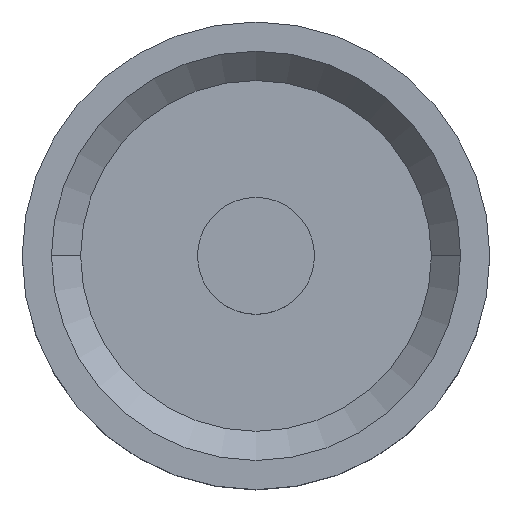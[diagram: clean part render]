
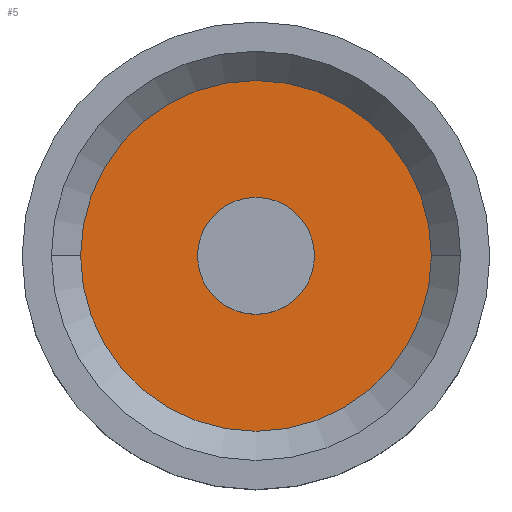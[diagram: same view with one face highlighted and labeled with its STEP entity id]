
A CAD part, top view. The second image highlights one B-rep face of the part: STEP entity #5.
In plain terms, the highlighted planar face has unit normal (0, 0, 1).
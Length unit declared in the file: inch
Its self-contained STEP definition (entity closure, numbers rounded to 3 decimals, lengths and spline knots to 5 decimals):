
#3 = FACE_OUTER_BOUND ( 'NONE', #310, .T. ) ;
#5 = ADVANCED_FACE ( 'NONE', ( #285, #3 ), #93, .T. ) ;
#12 = DIRECTION ( 'NONE',  ( -1., 0., 0. ) ) ;
#20 = CARTESIAN_POINT ( 'NONE',  ( 3., 0., 2.5 ) ) ;
#33 = EDGE_CURVE ( 'NONE', #256, #301, #272, .T. ) ;
#35 = DIRECTION ( 'NONE',  ( 0., 0., -1. ) ) ;
#42 = DIRECTION ( 'NONE',  ( 0., 0., -1. ) ) ;
#50 = EDGE_CURVE ( 'NONE', #371, #221, #97, .T. ) ;
#59 = ORIENTED_EDGE ( 'NONE', *, *, #324, .T. ) ;
#93 = PLANE ( 'NONE',  #267 ) ;
#97 = CIRCLE ( 'NONE', #319, 3. ) ;
#102 = DIRECTION ( 'NONE',  ( -1., 0., 0. ) ) ;
#104 = CARTESIAN_POINT ( 'NONE',  ( -3., 0., 2.5 ) ) ;
#119 = CARTESIAN_POINT ( 'NONE',  ( 0., 0., 2.5 ) ) ;
#129 = EDGE_CURVE ( 'NONE', #221, #371, #164, .T. ) ;
#140 = AXIS2_PLACEMENT_3D ( 'NONE', #312, #169, #204 ) ;
#147 = DIRECTION ( 'NONE',  ( -1., 0., 0. ) ) ;
#150 = AXIS2_PLACEMENT_3D ( 'NONE', #322, #42, #12 ) ;
#156 = DIRECTION ( 'NONE',  ( 0., 0., -1. ) ) ;
#164 = CIRCLE ( 'NONE', #150, 3. ) ;
#169 = DIRECTION ( 'NONE',  ( 0., 0., -1. ) ) ;
#185 = ORIENTED_EDGE ( 'NONE', *, *, #33, .T. ) ;
#189 = CARTESIAN_POINT ( 'NONE',  ( 1., 0., 2.5 ) ) ;
#204 = DIRECTION ( 'NONE',  ( -1., 0., 0. ) ) ;
#221 = VERTEX_POINT ( 'NONE', #104 ) ;
#226 = DIRECTION ( 'NONE',  ( 1., 0., 0. ) ) ;
#230 = DIRECTION ( 'NONE',  ( 0., 0., 1. ) ) ;
#256 = VERTEX_POINT ( 'NONE', #300 ) ;
#267 = AXIS2_PLACEMENT_3D ( 'NONE', #369, #230, #226 ) ;
#272 = CIRCLE ( 'NONE', #140, 1. ) ;
#285 = FACE_BOUND ( 'NONE', #308, .T. ) ;
#288 = ORIENTED_EDGE ( 'NONE', *, *, #129, .F. ) ;
#293 = AXIS2_PLACEMENT_3D ( 'NONE', #309, #156, #102 ) ;
#300 = CARTESIAN_POINT ( 'NONE',  ( -1., 0., 2.5 ) ) ;
#301 = VERTEX_POINT ( 'NONE', #189 ) ;
#308 = EDGE_LOOP ( 'NONE', ( #185, #59 ) ) ;
#309 = CARTESIAN_POINT ( 'NONE',  ( 0., 0., 2.5 ) ) ;
#310 = EDGE_LOOP ( 'NONE', ( #288, #316 ) ) ;
#312 = CARTESIAN_POINT ( 'NONE',  ( 0., 0., 2.5 ) ) ;
#316 = ORIENTED_EDGE ( 'NONE', *, *, #50, .F. ) ;
#319 = AXIS2_PLACEMENT_3D ( 'NONE', #119, #35, #147 ) ;
#322 = CARTESIAN_POINT ( 'NONE',  ( 0., 0., 2.5 ) ) ;
#324 = EDGE_CURVE ( 'NONE', #301, #256, #356, .T. ) ;
#356 = CIRCLE ( 'NONE', #293, 1. ) ;
#369 = CARTESIAN_POINT ( 'NONE',  ( 0., 0., 2.5 ) ) ;
#371 = VERTEX_POINT ( 'NONE', #20 ) ;
